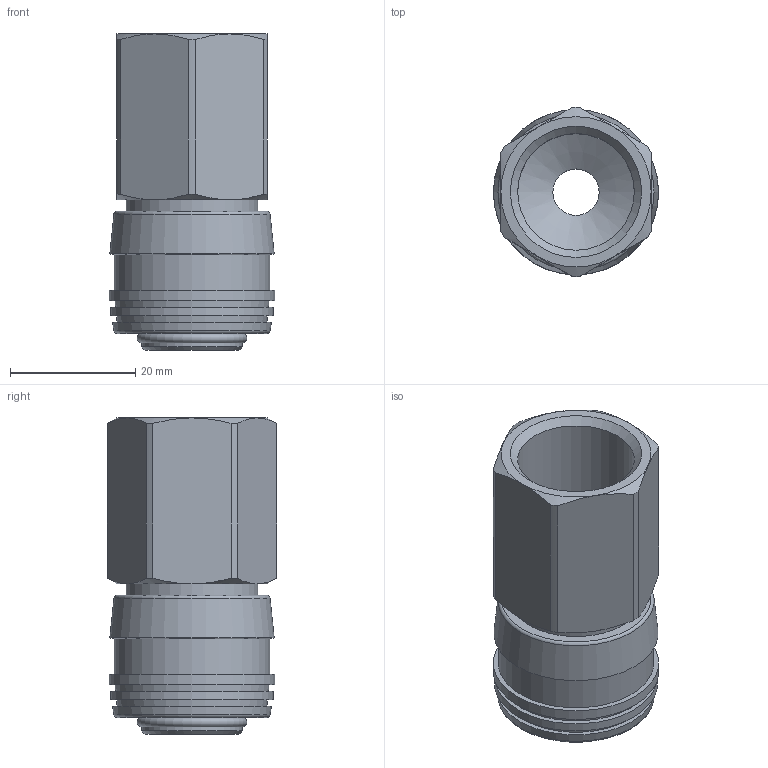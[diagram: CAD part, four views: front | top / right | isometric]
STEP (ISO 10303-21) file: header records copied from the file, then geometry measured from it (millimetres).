
FILE_DESCRIPTION(/* description */ ('STEP AP214'),/* implementation_level */ '2;1');
FILE_NAME(/* name */ '531638_KD4-1_2-I',/* time_stamp */ '2024-08-29T16:19:25+02:00',/* author */ ('License CC BY-ND 4.0'),/* organization */ ('CADENAS'),/* preprocessor_version */ 'ST-DEVELOPER v19.3',/* originating_system */ 'PARTsolutions',/* authorisation */ ' ');
FILE_SCHEMA (('AUTOMOTIVE_DESIGN {1 0 10303 214 3 1 1}'));
Length unit declared in the file: millimetre
Products named in the file (1): 531638 KD4-1/2-I
Bounding box: 26.4 x 27.05 x 50.5 mm (x, y, z)
Volume: 15158.1 mm3; surface area: 7654.7 mm2
Topology: 1 solids, 1 shells, 54 faces, 108 edges, 65 vertices
Faces by surface type: plane 17, cone 16, cylinder 13, torus 8
Full cylindrical faces by diameter (mm): 7.4 x1, 12 x1, 16 x1, 18.631 x1, 21 x1, 26 x1, 26.4 x1
Entity records: 1360 total; most frequent: CARTESIAN_POINT 281, DIRECTION 228, ORIENTED_EDGE 178, AXIS2_PLACEMENT_3D 108, EDGE_CURVE 89, EDGE_LOOP 84, FACE_BOUND 84, VERTEX_POINT 65
